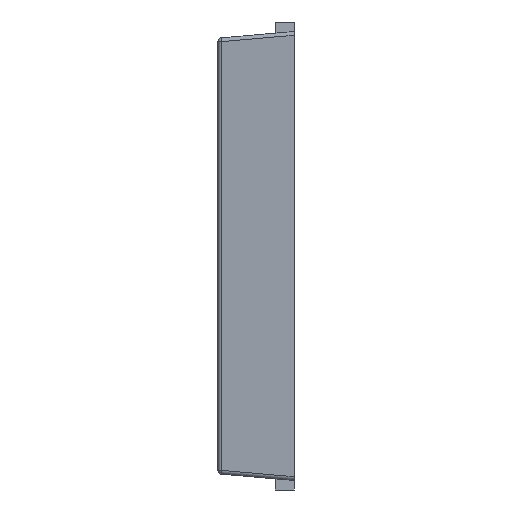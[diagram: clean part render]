
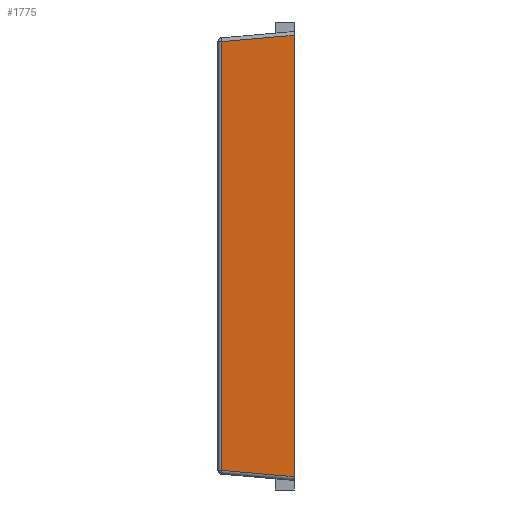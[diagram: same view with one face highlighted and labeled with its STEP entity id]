
A CAD part, left-side view. The second image highlights one B-rep face of the part: STEP entity #1775.
In plain terms, the highlighted planar face has unit normal (-0.996, 0.087, 0).
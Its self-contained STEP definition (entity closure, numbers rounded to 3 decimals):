
#15 = DIRECTION ( 'NONE',  ( -0.087, -0.996, 0. ) ) ;
#169 = DIRECTION ( 'NONE',  ( 0., 0., 1. ) ) ;
#301 = CARTESIAN_POINT ( 'NONE',  ( -2.575, 0., -2.9 ) ) ;
#344 = CARTESIAN_POINT ( 'NONE',  ( -2.492, 0.954, 2.817 ) ) ;
#436 = VECTOR ( 'NONE', #1201, 1000. ) ;
#462 = ORIENTED_EDGE ( 'NONE', *, *, #848, .T. ) ;
#485 = CARTESIAN_POINT ( 'NONE',  ( -2.575, 0., 2.95 ) ) ;
#511 = DIRECTION ( 'NONE',  ( 0., 0., -1. ) ) ;
#552 = VECTOR ( 'NONE', #169, 1000. ) ;
#553 = EDGE_CURVE ( 'NONE', #627, #1234, #1223, .T. ) ;
#627 = VERTEX_POINT ( 'NONE', #344 ) ;
#668 = PLANE ( 'NONE',  #1818 ) ;
#783 = FACE_OUTER_BOUND ( 'NONE', #1913, .T. ) ;
#848 = EDGE_CURVE ( 'NONE', #947, #1268, #1293, .T. ) ;
#852 = CARTESIAN_POINT ( 'NONE',  ( -2.575, 0., 2.9 ) ) ;
#947 = VERTEX_POINT ( 'NONE', #301 ) ;
#1029 = CARTESIAN_POINT ( 'NONE',  ( -2.531, 0.504, -2.856 ) ) ;
#1046 = CARTESIAN_POINT ( 'NONE',  ( -2.575, -0.004, 2.901 ) ) ;
#1154 = DIRECTION ( 'NONE',  ( -0.996, 0.087, 0. ) ) ;
#1201 = DIRECTION ( 'NONE',  ( -0.087, -0.992, -0.087 ) ) ;
#1223 = LINE ( 'NONE', #2035, #1525 ) ;
#1234 = VERTEX_POINT ( 'NONE', #1474 ) ;
#1268 = VERTEX_POINT ( 'NONE', #852 ) ;
#1293 = LINE ( 'NONE', #1999, #552 ) ;
#1435 = ORIENTED_EDGE ( 'NONE', *, *, #2092, .T. ) ;
#1474 = CARTESIAN_POINT ( 'NONE',  ( -2.492, 0.954, -2.817 ) ) ;
#1476 = LINE ( 'NONE', #1029, #436 ) ;
#1525 = VECTOR ( 'NONE', #511, 1000. ) ;
#1558 = DIRECTION ( 'NONE',  ( 0.087, 0.992, -0.087 ) ) ;
#1605 = ORIENTED_EDGE ( 'NONE', *, *, #2014, .T. ) ;
#1712 = VECTOR ( 'NONE', #1558, 1000. ) ;
#1729 = ORIENTED_EDGE ( 'NONE', *, *, #553, .T. ) ;
#1775 = ADVANCED_FACE ( 'NONE', ( #783 ), #668, .T. ) ;
#1818 = AXIS2_PLACEMENT_3D ( 'NONE', #485, #1154, #15 ) ;
#1913 = EDGE_LOOP ( 'NONE', ( #1729, #1605, #462, #1435 ) ) ;
#1999 = CARTESIAN_POINT ( 'NONE',  ( -2.575, 0., 2.95 ) ) ;
#2014 = EDGE_CURVE ( 'NONE', #1234, #947, #1476, .T. ) ;
#2035 = CARTESIAN_POINT ( 'NONE',  ( -2.492, 0.954, -2.863 ) ) ;
#2092 = EDGE_CURVE ( 'NONE', #1268, #627, #2160, .T. ) ;
#2160 = LINE ( 'NONE', #1046, #1712 ) ;
